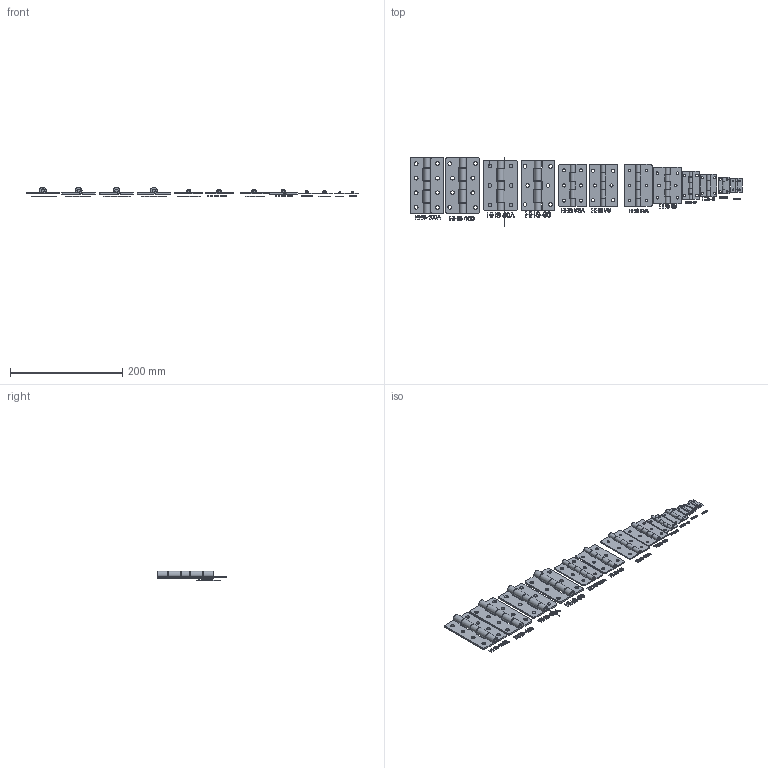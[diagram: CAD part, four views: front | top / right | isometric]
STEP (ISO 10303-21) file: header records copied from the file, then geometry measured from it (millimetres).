
FILE_DESCRIPTION(/* description */ (''),/* implementation_level */ '2;1');
FILE_NAME(/* name */ 'JL300',/* time_stamp */ '2024-10-10T14:08:35+08:00',/* author */ (''),/* organization */ (''),/* preprocessor_version */ 'ST-DEVELOPER v19.2',/* originating_system */ 'Rhino 8.5',/* authorisation */ '');
FILE_SCHEMA (('CONFIG_CONTROL_DESIGN'));
Length unit declared in the file: millimetre
Products named in the file (1): Document
Bounding box: 592.54 x 123.35 x 17.17 mm (x, y, z)
Volume: 139428.7 mm3; surface area: 133668.6 mm2
Topology: 120 solids, 123 shells, 1581 faces, 4278 edges, 2994 vertices
Faces by surface type: plane 1019, cylinder 432, bspline 130
Entity records: 54947 total; most frequent: CARTESIAN_POINT 23020, ORIENTED_EDGE 8006, EDGE_CURVE 4026, DIRECTION 3220, B_SPLINE_CURVE_WITH_KNOTS 3015, VERTEX_POINT 2688, AXIS2_PLACEMENT_3D 2292, EDGE_LOOP 1751
